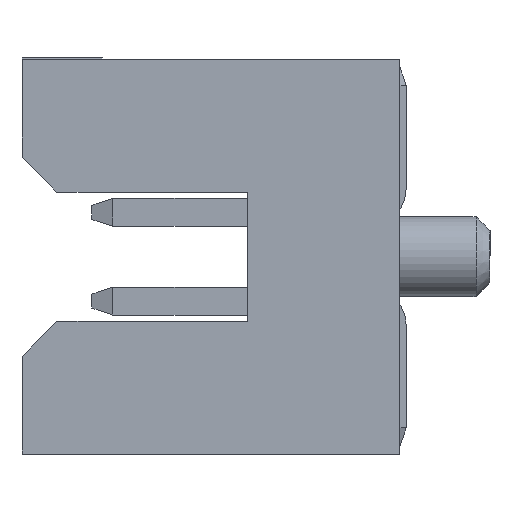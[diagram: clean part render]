
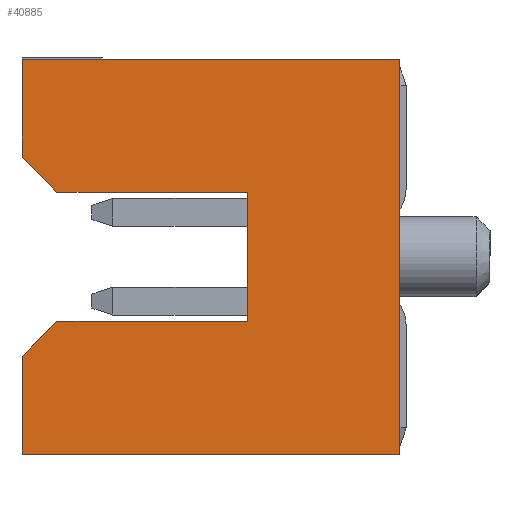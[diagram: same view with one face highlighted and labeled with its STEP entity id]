
A CAD part, left-side view. The second image highlights one B-rep face of the part: STEP entity #40885.
In plain terms, the highlighted planar face has unit normal (-1, 0, 0).
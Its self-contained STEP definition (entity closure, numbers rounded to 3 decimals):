
#2404=FACE_OUTER_BOUND('',#4776,.T.);
#4776=EDGE_LOOP('',(#33104,#33105,#33106,#33107,#33108,#33109,#33110,#33111,
#33112,#33113));
#9531=LINE('',#63959,#14962);
#9535=LINE('',#63966,#14966);
#9536=LINE('',#63969,#14967);
#9566=LINE('',#64027,#14997);
#9580=LINE('',#64055,#15011);
#9622=LINE('',#64143,#15053);
#9623=LINE('',#64145,#15054);
#9624=LINE('',#64147,#15055);
#9625=LINE('',#64149,#15056);
#9626=LINE('',#64150,#15057);
#14962=VECTOR('',#52492,1.);
#14966=VECTOR('',#52498,1.);
#14967=VECTOR('',#52501,1.);
#14997=VECTOR('',#52557,1.);
#15011=VECTOR('',#52581,1.);
#15053=VECTOR('',#52655,1.);
#15054=VECTOR('',#52656,1.);
#15055=VECTOR('',#52657,1.);
#15056=VECTOR('',#52658,1.);
#15057=VECTOR('',#52659,1.);
#19013=VERTEX_POINT('',#63956);
#19014=VERTEX_POINT('',#63958);
#19016=VERTEX_POINT('',#63964);
#19017=VERTEX_POINT('',#63968);
#19032=VERTEX_POINT('',#64024);
#19041=VERTEX_POINT('',#64053);
#19071=VERTEX_POINT('',#64142);
#19072=VERTEX_POINT('',#64144);
#19073=VERTEX_POINT('',#64146);
#19074=VERTEX_POINT('',#64148);
#24022=EDGE_CURVE('',#19014,#19013,#9531,.T.);
#24026=EDGE_CURVE('',#19013,#19016,#9535,.T.);
#24027=EDGE_CURVE('',#19017,#19016,#9536,.T.);
#24057=EDGE_CURVE('',#19032,#19014,#9566,.T.);
#24071=EDGE_CURVE('',#19017,#19041,#9580,.T.);
#24114=EDGE_CURVE('',#19071,#19041,#9622,.T.);
#24115=EDGE_CURVE('',#19072,#19071,#9623,.T.);
#24116=EDGE_CURVE('',#19072,#19073,#9624,.T.);
#24117=EDGE_CURVE('',#19073,#19074,#9625,.T.);
#24118=EDGE_CURVE('',#19032,#19074,#9626,.T.);
#33104=ORIENTED_EDGE('',*,*,#24114,.F.);
#33105=ORIENTED_EDGE('',*,*,#24115,.F.);
#33106=ORIENTED_EDGE('',*,*,#24116,.T.);
#33107=ORIENTED_EDGE('',*,*,#24117,.T.);
#33108=ORIENTED_EDGE('',*,*,#24118,.F.);
#33109=ORIENTED_EDGE('',*,*,#24057,.T.);
#33110=ORIENTED_EDGE('',*,*,#24022,.T.);
#33111=ORIENTED_EDGE('',*,*,#24026,.T.);
#33112=ORIENTED_EDGE('',*,*,#24027,.F.);
#33113=ORIENTED_EDGE('',*,*,#24071,.T.);
#38515=PLANE('',#43605);
#40885=ADVANCED_FACE('',(#2404),#38515,.T.);
#43605=AXIS2_PLACEMENT_3D('',#64141,#52653,#52654);
#52492=DIRECTION('',(0.,-1.,0.));
#52498=DIRECTION('',(0.,0.,-1.));
#52501=DIRECTION('',(0.,-1.,0.));
#52557=DIRECTION('',(0.,-0.707,-0.707));
#52581=DIRECTION('',(0.,0.707,-0.707));
#52653=DIRECTION('center_axis',(-1.,0.,0.));
#52654=DIRECTION('ref_axis',(0.,0.,1.));
#52655=DIRECTION('',(0.,0.,1.));
#52656=DIRECTION('',(0.,1.,0.));
#52657=DIRECTION('',(0.,0.,1.));
#52658=DIRECTION('',(0.,1.,0.));
#52659=DIRECTION('',(0.,0.,1.));
#63956=CARTESIAN_POINT('',(20.32,3.47,-1.9));
#63958=CARTESIAN_POINT('',(20.32,6.2,-1.9));
#63959=CARTESIAN_POINT('',(20.32,6.2,-1.9));
#63964=CARTESIAN_POINT('',(20.32,3.47,-3.75));
#63966=CARTESIAN_POINT('',(20.32,3.47,-1.9));
#63968=CARTESIAN_POINT('',(20.32,6.2,-3.75));
#63969=CARTESIAN_POINT('',(20.32,6.2,-3.75));
#64024=CARTESIAN_POINT('',(20.32,6.7,-1.4));
#64027=CARTESIAN_POINT('',(20.32,6.7,-1.4));
#64053=CARTESIAN_POINT('',(20.32,6.7,-4.25));
#64055=CARTESIAN_POINT('',(20.32,6.2,-3.75));
#64141=CARTESIAN_POINT('Origin',(20.32,1.3,-5.65));
#64142=CARTESIAN_POINT('',(20.32,6.7,-5.65));
#64143=CARTESIAN_POINT('',(20.32,6.7,-5.65));
#64144=CARTESIAN_POINT('',(20.32,1.3,-5.65));
#64145=CARTESIAN_POINT('',(20.32,1.3,-5.65));
#64146=CARTESIAN_POINT('',(20.32,1.3,0.));
#64147=CARTESIAN_POINT('',(20.32,1.3,-5.65));
#64148=CARTESIAN_POINT('',(20.32,6.7,0.));
#64149=CARTESIAN_POINT('',(20.32,1.3,0.));
#64150=CARTESIAN_POINT('',(20.32,6.7,-1.4));
